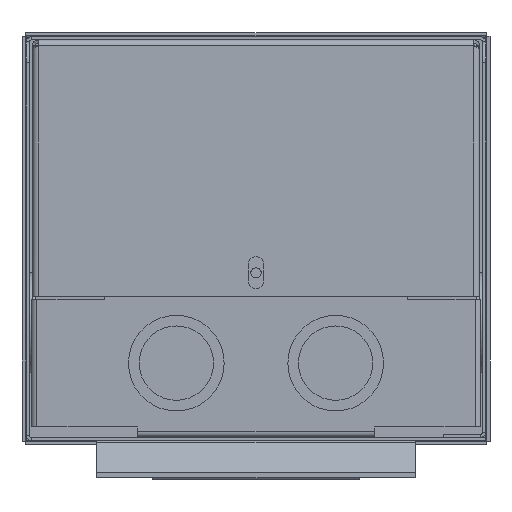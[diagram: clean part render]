
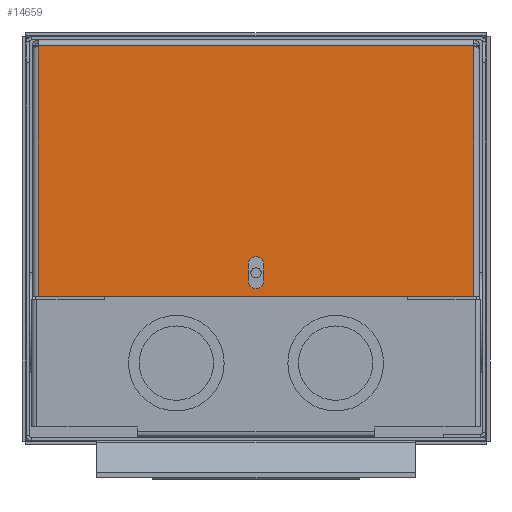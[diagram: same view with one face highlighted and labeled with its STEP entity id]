
A CAD part, front view. The second image highlights one B-rep face of the part: STEP entity #14659.
In plain terms, the highlighted planar face has unit normal (0, -1, 0).
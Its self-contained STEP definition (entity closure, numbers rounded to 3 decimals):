
#292 = VERTEX_POINT ( 'NONE', #3880 ) ;
#582 = ORIENTED_EDGE ( 'NONE', *, *, #2838, .T. ) ;
#637 = EDGE_CURVE ( 'NONE', #5124, #4721, #9163, .T. ) ;
#727 = ORIENTED_EDGE ( 'NONE', *, *, #6867, .T. ) ;
#818 = CARTESIAN_POINT ( 'NONE',  ( -65.154, -115.252, -77.62 ) ) ;
#946 = EDGE_CURVE ( 'NONE', #4721, #3919, #5394, .T. ) ;
#1145 = ORIENTED_EDGE ( 'NONE', *, *, #16741, .T. ) ;
#1231 = DIRECTION ( 'NONE',  ( 0., 0., -1. ) ) ;
#1589 = CARTESIAN_POINT ( 'NONE',  ( -2.381, -115.252, -72.857 ) ) ;
#1796 = PLANE ( 'NONE',  #13092 ) ;
#2328 = DIRECTION ( 'NONE',  ( 0., 0., 1. ) ) ;
#2640 = AXIS2_PLACEMENT_3D ( 'NONE', #8381, #4635, #11106 ) ;
#2838 = EDGE_CURVE ( 'NONE', #292, #11138, #6698, .T. ) ;
#2850 = LINE ( 'NONE', #5314, #12719 ) ;
#2991 = VECTOR ( 'NONE', #14424, 1000. ) ;
#3120 = ORIENTED_EDGE ( 'NONE', *, *, #637, .T. ) ;
#3232 = CARTESIAN_POINT ( 'NONE',  ( 0., -115.252, -65.714 ) ) ;
#3332 = ORIENTED_EDGE ( 'NONE', *, *, #13195, .T. ) ;
#3737 = ORIENTED_EDGE ( 'NONE', *, *, #946, .T. ) ;
#3875 = LINE ( 'NONE', #12913, #4934 ) ;
#3880 = CARTESIAN_POINT ( 'NONE',  ( -2.381, -115.252, -72.857 ) ) ;
#3919 = VERTEX_POINT ( 'NONE', #9704 ) ;
#4635 = DIRECTION ( 'NONE',  ( 0., 1., 0. ) ) ;
#4721 = VERTEX_POINT ( 'NONE', #16066 ) ;
#4795 = DIRECTION ( 'NONE',  ( -1., 0., 0. ) ) ;
#4934 = VECTOR ( 'NONE', #1231, 1000. ) ;
#5023 = VECTOR ( 'NONE', #11732, 1000. ) ;
#5055 = AXIS2_PLACEMENT_3D ( 'NONE', #11380, #15397, #12921 ) ;
#5124 = VERTEX_POINT ( 'NONE', #3232 ) ;
#5212 = LINE ( 'NONE', #10324, #2991 ) ;
#5228 = CARTESIAN_POINT ( 'NONE',  ( 2.381, -115.252, -72.857 ) ) ;
#5314 = CARTESIAN_POINT ( 'NONE',  ( 66.853, -115.252, -2.611 ) ) ;
#5394 = LINE ( 'NONE', #5228, #8324 ) ;
#5609 = CIRCLE ( 'NONE', #5055, 2.381 ) ;
#5685 = VECTOR ( 'NONE', #4795, 1000. ) ;
#5990 = LINE ( 'NONE', #7432, #5685 ) ;
#6332 = EDGE_CURVE ( 'NONE', #12591, #8817, #5990, .T. ) ;
#6698 = LINE ( 'NONE', #1589, #5023 ) ;
#6867 = EDGE_CURVE ( 'NONE', #10615, #13865, #2850, .T. ) ;
#6912 = CARTESIAN_POINT ( 'NONE',  ( 65.154, -115.252, -2.611 ) ) ;
#6914 = CARTESIAN_POINT ( 'NONE',  ( 0., -115.252, -39.266 ) ) ;
#7156 = EDGE_LOOP ( 'NONE', ( #16505, #9709, #3332, #727 ) ) ;
#7375 = AXIS2_PLACEMENT_3D ( 'NONE', #16751, #10260, #2328 ) ;
#7432 = CARTESIAN_POINT ( 'NONE',  ( -66.853, -115.252, -77.62 ) ) ;
#8324 = VECTOR ( 'NONE', #10592, 1000. ) ;
#8381 = CARTESIAN_POINT ( 'NONE',  ( 0., -115.252, -68.095 ) ) ;
#8817 = VERTEX_POINT ( 'NONE', #818 ) ;
#8936 = EDGE_CURVE ( 'NONE', #3919, #292, #14470, .T. ) ;
#8965 = EDGE_CURVE ( 'NONE', #13865, #8817, #3875, .T. ) ;
#9163 = CIRCLE ( 'NONE', #2640, 2.381 ) ;
#9704 = CARTESIAN_POINT ( 'NONE',  ( 2.381, -115.252, -72.857 ) ) ;
#9709 = ORIENTED_EDGE ( 'NONE', *, *, #6332, .F. ) ;
#9922 = CARTESIAN_POINT ( 'NONE',  ( -65.154, -115.252, -2.611 ) ) ;
#10260 = DIRECTION ( 'NONE',  ( 0., 1., 0. ) ) ;
#10324 = CARTESIAN_POINT ( 'NONE',  ( 65.154, -115.252, -77.62 ) ) ;
#10511 = DIRECTION ( 'NONE',  ( -1., 0., 0. ) ) ;
#10592 = DIRECTION ( 'NONE',  ( 0., 0., -1. ) ) ;
#10615 = VERTEX_POINT ( 'NONE', #6912 ) ;
#10752 = DIRECTION ( 'NONE',  ( 0., 1., 0. ) ) ;
#10827 = ORIENTED_EDGE ( 'NONE', *, *, #8936, .T. ) ;
#10885 = EDGE_LOOP ( 'NONE', ( #3737, #10827, #582, #1145, #3120 ) ) ;
#11106 = DIRECTION ( 'NONE',  ( 0., 0., 1. ) ) ;
#11138 = VERTEX_POINT ( 'NONE', #13705 ) ;
#11380 = CARTESIAN_POINT ( 'NONE',  ( 0., -115.252, -68.095 ) ) ;
#11732 = DIRECTION ( 'NONE',  ( 0., 0., 1. ) ) ;
#12591 = VERTEX_POINT ( 'NONE', #15844 ) ;
#12719 = VECTOR ( 'NONE', #10511, 1000. ) ;
#12913 = CARTESIAN_POINT ( 'NONE',  ( -65.154, -115.252, -2.611 ) ) ;
#12921 = DIRECTION ( 'NONE',  ( 0., 0., 1. ) ) ;
#13092 = AXIS2_PLACEMENT_3D ( 'NONE', #6914, #10752, #14940 ) ;
#13195 = EDGE_CURVE ( 'NONE', #12591, #10615, #5212, .T. ) ;
#13396 = FACE_OUTER_BOUND ( 'NONE', #7156, .T. ) ;
#13475 = FACE_BOUND ( 'NONE', #10885, .T. ) ;
#13705 = CARTESIAN_POINT ( 'NONE',  ( -2.381, -115.252, -68.095 ) ) ;
#13865 = VERTEX_POINT ( 'NONE', #9922 ) ;
#14424 = DIRECTION ( 'NONE',  ( 0., 0., 1. ) ) ;
#14470 = CIRCLE ( 'NONE', #7375, 2.381 ) ;
#14659 = ADVANCED_FACE ( 'NONE', ( #13475, #13396 ), #1796, .F. ) ;
#14940 = DIRECTION ( 'NONE',  ( 1., 0., 0. ) ) ;
#15397 = DIRECTION ( 'NONE',  ( 0., 1., 0. ) ) ;
#15844 = CARTESIAN_POINT ( 'NONE',  ( 65.154, -115.252, -77.62 ) ) ;
#16066 = CARTESIAN_POINT ( 'NONE',  ( 2.381, -115.252, -68.095 ) ) ;
#16505 = ORIENTED_EDGE ( 'NONE', *, *, #8965, .T. ) ;
#16741 = EDGE_CURVE ( 'NONE', #11138, #5124, #5609, .T. ) ;
#16751 = CARTESIAN_POINT ( 'NONE',  ( 0., -115.252, -72.857 ) ) ;
